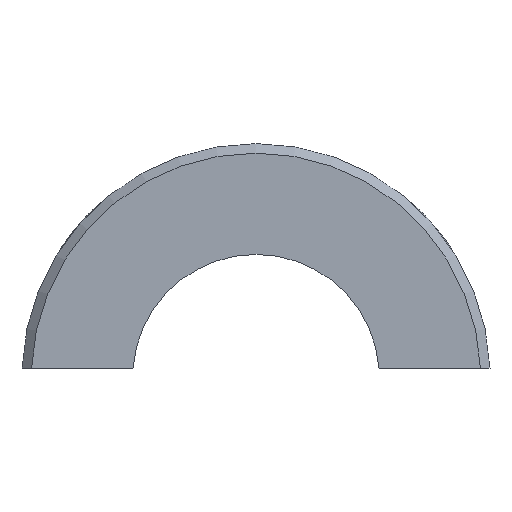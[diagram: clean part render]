
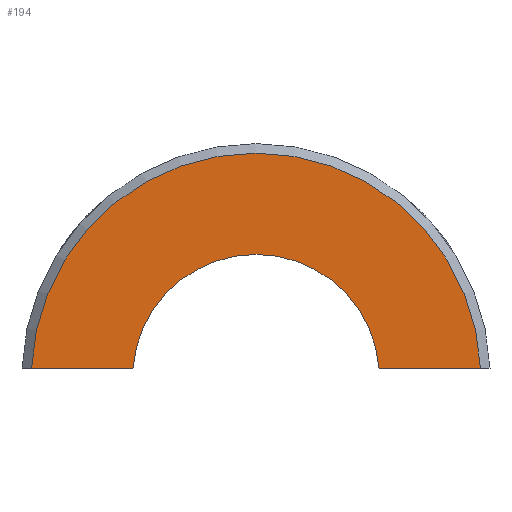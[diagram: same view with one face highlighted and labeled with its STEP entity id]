
A CAD part, left-side view. The second image highlights one B-rep face of the part: STEP entity #194.
In plain terms, the highlighted planar face has unit normal (-1, 0, 0).
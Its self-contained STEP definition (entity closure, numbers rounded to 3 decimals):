
#28=LINE('',#297,#38);
#36=LINE('',#408,#46);
#38=VECTOR('',#238,10.);
#46=VECTOR('',#264,10.);
#50=PLANE('',#226);
#60=FACE_OUTER_BOUND('',#74,.T.);
#74=EDGE_LOOP('',(#179,#180,#181,#182));
#79=CIRCLE('',#217,35.5);
#81=CIRCLE('',#223,19.5);
#92=VERTEX_POINT('',#292);
#93=VERTEX_POINT('',#296);
#101=VERTEX_POINT('',#392);
#104=VERTEX_POINT('',#406);
#111=EDGE_CURVE('',#93,#92,#28,.T.);
#122=EDGE_CURVE('',#101,#92,#79,.T.);
#128=EDGE_CURVE('',#101,#104,#36,.T.);
#129=EDGE_CURVE('',#104,#93,#81,.T.);
#179=ORIENTED_EDGE('',*,*,#122,.F.);
#180=ORIENTED_EDGE('',*,*,#128,.T.);
#181=ORIENTED_EDGE('',*,*,#129,.T.);
#182=ORIENTED_EDGE('',*,*,#111,.T.);
#194=ADVANCED_FACE('',(#60),#50,.F.);
#217=AXIS2_PLACEMENT_3D('',#396,#250,#251);
#223=AXIS2_PLACEMENT_3D('',#410,#267,#268);
#226=AXIS2_PLACEMENT_3D('',#413,#273,#274);
#238=DIRECTION('',(0.,-1.,0.));
#250=DIRECTION('center_axis',(1.,0.,0.));
#251=DIRECTION('ref_axis',(0.,0.999,0.041));
#264=DIRECTION('',(0.,-1.,0.));
#267=DIRECTION('center_axis',(1.,0.,0.));
#268=DIRECTION('ref_axis',(0.,0.997,0.077));
#273=DIRECTION('center_axis',(1.,0.,0.));
#274=DIRECTION('ref_axis',(0.,1.,0.));
#292=CARTESIAN_POINT('',(0.,-35.468,1.5));
#296=CARTESIAN_POINT('',(0.,-19.442,1.5));
#297=CARTESIAN_POINT('',(0.,-19.442,1.5));
#392=CARTESIAN_POINT('',(0.,35.468,1.5));
#396=CARTESIAN_POINT('Origin',(0.,0.,0.));
#406=CARTESIAN_POINT('',(0.,19.442,1.5));
#408=CARTESIAN_POINT('',(0.,37.,1.5));
#410=CARTESIAN_POINT('Origin',(0.,0.,0.));
#413=CARTESIAN_POINT('Origin',(0.,0.,19.25));
